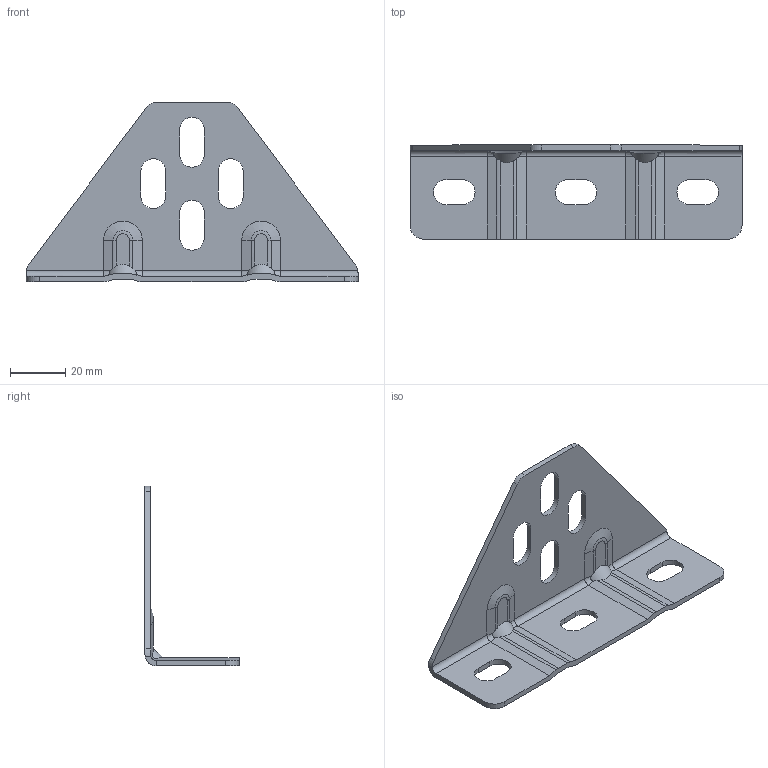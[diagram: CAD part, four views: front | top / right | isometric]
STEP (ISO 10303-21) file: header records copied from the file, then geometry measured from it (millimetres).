
FILE_DESCRIPTION(/* description */ (''),/* implementation_level */ '2;1');
FILE_NAME(/* name */ 'UTM_UTMO.stp',/* time_stamp */ '2020-11-30T11:21:21+01:00',/* author */ ('jakub.jasiocha'),/* organization */ (''),/* preprocessor_version */ 'ST-DEVELOPER v18.1',/* originating_system */ 'Autodesk Inventor 2020',/* authorisation */ '');
FILE_SCHEMA (('AUTOMOTIVE_DESIGN { 1 0 10303 214 3 1 1 }'));
Length unit declared in the file: millimetre
Products named in the file (1): Część22
Bounding box: 120 x 34 x 65 mm (x, y, z)
Volume: 15705.7 mm3; surface area: 17010 mm2
Topology: 1 solids, 1 shells, 128 faces, 338 edges, 212 vertices
Faces by surface type: cylinder 54, plane 54, cone 12, bspline 6, torus 2
Entity records: 4350 total; most frequent: CARTESIAN_POINT 973, ORIENTED_EDGE 676, DIRECTION 668, EDGE_CURVE 338, AXIS2_PLACEMENT_3D 239, VERTEX_POINT 212, LINE 190, VECTOR 190
